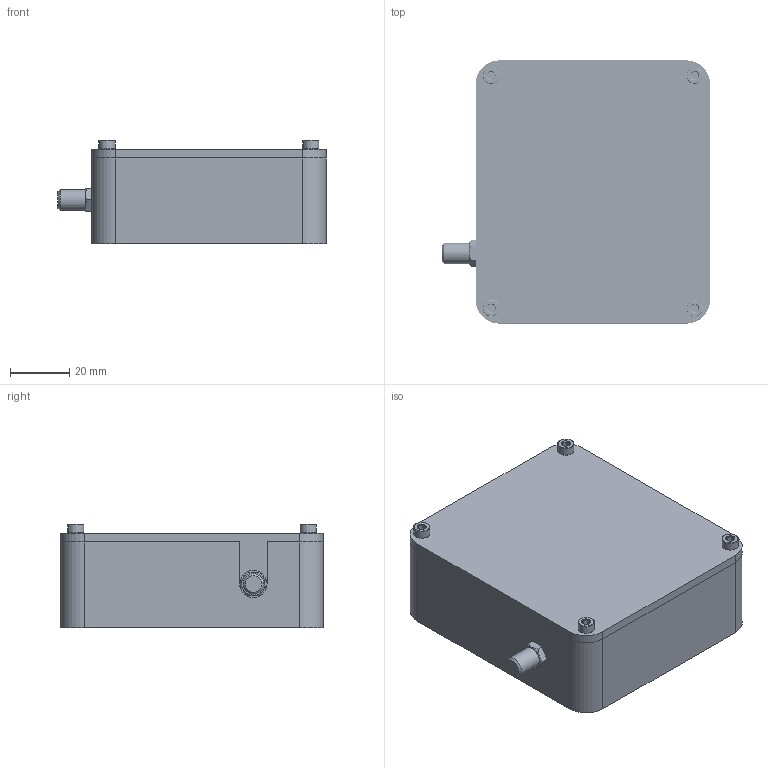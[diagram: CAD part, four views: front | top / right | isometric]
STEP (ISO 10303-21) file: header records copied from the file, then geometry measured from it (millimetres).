
FILE_DESCRIPTION(/* description */ ('KiCad electronic assembly'),/* implementation_level */ '2;1');
FILE_NAME(/* name */ 'Nodes v5.step',/* time_stamp */ '2025-06-13T21:52:41-07:00',/* author */ (''),/* organization */ (''),/* preprocessor_version */ 'ST-DEVELOPER v20.1',/* originating_system */ 'Autodesk Translation Framework v14.10.0.0',/* authorisation */ '');
FILE_SCHEMA (('AUTOMOTIVE_DESIGN { 1 0 10303 214 3 1 1 }'));
Products named in the file (13): Nodes 1; PCB.SMAFRA.HT; BA1AAPC; ANT-915-NUB-SMA; Nodes 1_1; PCB.SMAFRA.HT_1; BA1AAPC_1; Nodes_PCB; 91290A111_Alloy Steel Socket Head Screw; 96439A490_18-8 Stainless Steel Press-Fit Nut for Sheet Metal; 91290A110_Alloy Steel Socket Head Screw; External1; Case
Assembly tree (25 placements, depth 3):
  Nodes 1
    PCB.SMAFRA.HT
    BA1AAPC
    ANT-915-NUB-SMA
    Nodes 1_1
      PCB.SMAFRA.HT_1
      BA1AAPC_1
      Nodes_PCB
    91290A111_Alloy Steel Socket Head Screw  x5
    96439A490_18-8 Stainless Steel Press-Fit Nut for Sheet Metal  x7
    91290A110_Alloy Steel Socket Head Screw  x4
    External1
    Case
Bounding box: 90.65 x 89 x 35 mm (x, y, z)
Volume: 128509.1 mm3; surface area: 71682.7 mm2
Topology: 36 solids, 40 shells, 2809 faces, 7767 edges, 5099 vertices
Faces by surface type: plane 1511, cylinder 1030, cone 147, bspline 108, torus 11, sphere 2
Full cylindrical faces by diameter (mm): 0.889 x14, 0.9 x1, 1 x2, 1.25 x6, 1.27 x1, 1.42 x2, 1.47 x2, 1.6 x1, 1.905 x4, 2.35 x102, 3 x126, 3.2 x5, 4.15 x4, 4.2 x13, 4.5 x3, 5.08 x3, 5.5 x9, 5.586 x10, 5.75 x2, 6.35 x21, 6.6 x3, 7 x1, 7.2 x5, 7.8 x1, 14.5 x1
Entity records: 65140 total; most frequent: CARTESIAN_POINT 24106, ORIENTED_EDGE 8768, DIRECTION 8154, EDGE_CURVE 4384, LINE 2864, VECTOR 2864, VERTEX_POINT 2863, AXIS2_PLACEMENT_3D 2645
